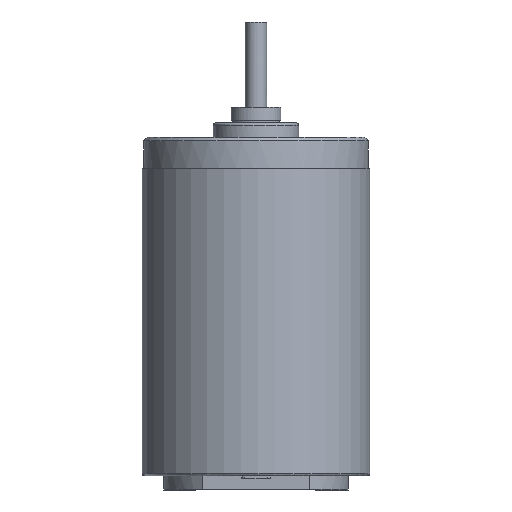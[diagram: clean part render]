
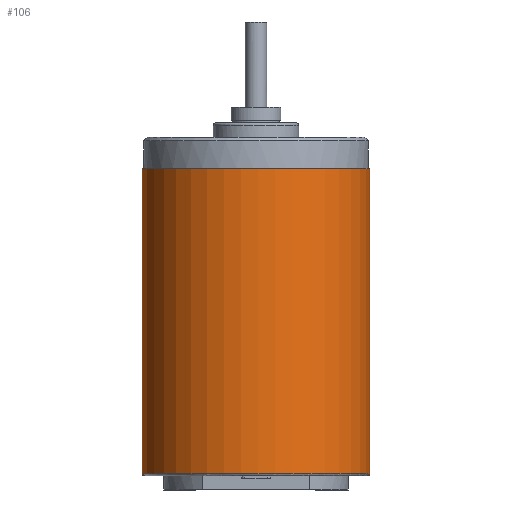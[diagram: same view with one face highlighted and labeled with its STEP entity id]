
A CAD part, front view. The second image highlights one B-rep face of the part: STEP entity #106.
In plain terms, the highlighted free-form (B-spline) face has degree [2, 1] with [5, 2] control points.
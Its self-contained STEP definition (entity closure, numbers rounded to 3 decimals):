
#106=ADVANCED_FACE('',(#216),#1398,.T.);
#216=FACE_OUTER_BOUND('',#341,.T.);
#341=EDGE_LOOP('',(#793,#794,#795,#796));
#793=ORIENTED_EDGE('',*,*,#1159,.T.);
#794=ORIENTED_EDGE('',*,*,#1019,.F.);
#795=ORIENTED_EDGE('',*,*,#1016,.F.);
#796=ORIENTED_EDGE('',*,*,#1020,.F.);
#1016=EDGE_CURVE('',#1266,#1265,#1702,.T.);
#1019=EDGE_CURVE('',#1265,#1267,#1499,.T.);
#1020=EDGE_CURVE('',#1268,#1266,#1500,.T.);
#1159=EDGE_CURVE('',#1268,#1267,#1741,.T.);
#1265=VERTEX_POINT('',#3490);
#1266=VERTEX_POINT('',#3491);
#1267=VERTEX_POINT('',#3492);
#1268=VERTEX_POINT('',#3493);
#1398=(
BOUNDED_SURFACE()
B_SPLINE_SURFACE(2,1,((#3138,#3139),(#3140,#3141),(#3142,#3143),(#3144,#3145),
(#3146,#3147)),.UNSPECIFIED.,.F.,.F.,.F.)
B_SPLINE_SURFACE_WITH_KNOTS((3,2,3),(2,2),(1.571,3.142,
4.712),(2.145,23.595),.UNSPECIFIED.)
GEOMETRIC_REPRESENTATION_ITEM()
RATIONAL_B_SPLINE_SURFACE(((1.,1.),(0.707,0.707),
(1.,1.),(0.707,0.707),(1.,1.)))
REPRESENTATION_ITEM('')
SURFACE()
);
#1499=B_SPLINE_CURVE_WITH_KNOTS('',1,(#2203,#2204),.UNSPECIFIED.,.F.,.F.,
(2,2),(0.,21.45),.UNSPECIFIED.);
#1500=B_SPLINE_CURVE_WITH_KNOTS('',1,(#2205,#2206),.UNSPECIFIED.,.F.,.F.,
(2,2),(-21.45,0.),.UNSPECIFIED.);
#1702=(
BOUNDED_CURVE()
B_SPLINE_CURVE(2,(#2188,#2189,#2190,#2191,#2192),.UNSPECIFIED.,.F.,.F.)
B_SPLINE_CURVE_WITH_KNOTS((3,2,3),(0.,12.566,25.133),
.UNSPECIFIED.)
CURVE()
GEOMETRIC_REPRESENTATION_ITEM()
RATIONAL_B_SPLINE_CURVE((1.,0.707,1.,0.707,1.))
REPRESENTATION_ITEM('')
);
#1741=(
BOUNDED_CURVE()
B_SPLINE_CURVE(2,(#2543,#2544,#2545,#2546,#2547),.UNSPECIFIED.,.F.,.F.)
B_SPLINE_CURVE_WITH_KNOTS((3,2,3),(-25.133,-12.566,0.),
.UNSPECIFIED.)
CURVE()
GEOMETRIC_REPRESENTATION_ITEM()
RATIONAL_B_SPLINE_CURVE((1.,0.707,1.,0.707,1.))
REPRESENTATION_ITEM('')
);
#2188=CARTESIAN_POINT('',(-8.,0.,-4.85));
#2189=CARTESIAN_POINT('',(-8.,-8.,-4.85));
#2190=CARTESIAN_POINT('',(0.,-8.,-4.85));
#2191=CARTESIAN_POINT('',(8.,-8.,-4.85));
#2192=CARTESIAN_POINT('',(8.,0.,-4.85));
#2203=CARTESIAN_POINT('',(8.,0.,-4.85));
#2204=CARTESIAN_POINT('',(8.,0.,-26.3));
#2205=CARTESIAN_POINT('',(-8.,0.,-26.3));
#2206=CARTESIAN_POINT('',(-8.,0.,-4.85));
#2543=CARTESIAN_POINT('',(-8.,0.,-26.3));
#2544=CARTESIAN_POINT('',(-8.,-8.,-26.3));
#2545=CARTESIAN_POINT('',(0.,-8.,-26.3));
#2546=CARTESIAN_POINT('',(8.,-8.,-26.3));
#2547=CARTESIAN_POINT('',(8.,0.,-26.3));
#3138=CARTESIAN_POINT('',(-8.,0.,-26.3));
#3139=CARTESIAN_POINT('',(-8.,0.,-4.85));
#3140=CARTESIAN_POINT('',(-8.,-8.,-26.3));
#3141=CARTESIAN_POINT('',(-8.,-8.,-4.85));
#3142=CARTESIAN_POINT('',(0.,-8.,-26.3));
#3143=CARTESIAN_POINT('',(0.,-8.,-4.85));
#3144=CARTESIAN_POINT('',(8.,-8.,-26.3));
#3145=CARTESIAN_POINT('',(8.,-8.,-4.85));
#3146=CARTESIAN_POINT('',(8.,0.,-26.3));
#3147=CARTESIAN_POINT('',(8.,0.,-4.85));
#3490=CARTESIAN_POINT('',(8.,0.,-4.85));
#3491=CARTESIAN_POINT('',(-8.,0.,-4.85));
#3492=CARTESIAN_POINT('',(8.,0.,-26.3));
#3493=CARTESIAN_POINT('',(-8.,0.,-26.3));
